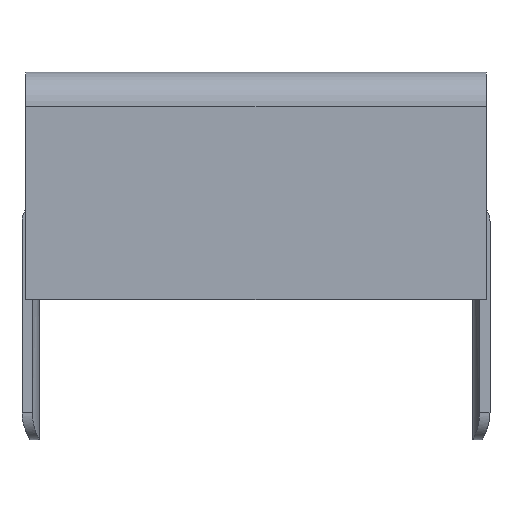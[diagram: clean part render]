
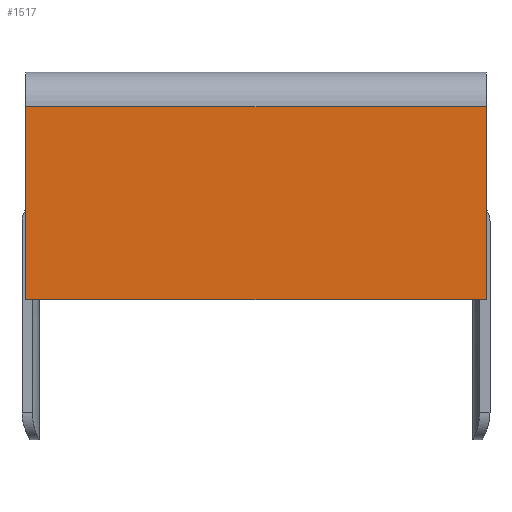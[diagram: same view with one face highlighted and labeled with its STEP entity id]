
A CAD part, top view. The second image highlights one B-rep face of the part: STEP entity #1517.
In plain terms, the highlighted planar face has unit normal (0, 0, 1).
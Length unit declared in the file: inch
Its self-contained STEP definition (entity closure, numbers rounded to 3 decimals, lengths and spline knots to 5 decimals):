
#45=DIRECTION('',(0.,-1.,0.));
#46=VECTOR('',#45,0.172);
#47=CARTESIAN_POINT('',(-0.206,0.047,0.078));
#48=LINE('',#47,#46);
#478=DIRECTION('',(0.,-1.,0.));
#479=VECTOR('',#478,0.172);
#480=CARTESIAN_POINT('',(0.206,0.047,0.078));
#481=LINE('',#480,#479);
#649=DIRECTION('',(1.,0.,0.));
#650=VECTOR('',#649,0.412);
#651=CARTESIAN_POINT('',(-0.206,-0.125,0.078));
#652=LINE('',#651,#650);
#653=DIRECTION('',(1.,0.,0.));
#654=VECTOR('',#653,0.412);
#655=CARTESIAN_POINT('',(-0.206,0.047,0.078));
#656=LINE('',#655,#654);
#698=CARTESIAN_POINT('',(-0.206,0.047,0.078));
#700=VERTEX_POINT('',#698);
#701=CARTESIAN_POINT('',(-0.206,-0.125,0.078));
#702=VERTEX_POINT('',#701);
#718=CARTESIAN_POINT('',(0.206,0.047,0.078));
#720=VERTEX_POINT('',#718);
#721=CARTESIAN_POINT('',(0.206,-0.125,0.078));
#722=VERTEX_POINT('',#721);
#1505=CARTESIAN_POINT('',(-0.206,0.047,0.078));
#1506=DIRECTION('',(0.,0.,1.));
#1507=DIRECTION('',(0.,-1.,0.));
#1508=AXIS2_PLACEMENT_3D('',#1505,#1506,#1507);
#1509=PLANE('',#1508);
#1510=ORIENTED_EDGE('',*,*,#898,.F.);
#1512=ORIENTED_EDGE('',*,*,#1511,.T.);
#1513=ORIENTED_EDGE('',*,*,#1342,.T.);
#1514=ORIENTED_EDGE('',*,*,#1498,.F.);
#1515=EDGE_LOOP('',(#1510,#1512,#1513,#1514));
#1516=FACE_OUTER_BOUND('',#1515,.F.);
#1517=ADVANCED_FACE('',(#1516),#1509,.T.);
#898=EDGE_CURVE('',#700,#702,#48,.T.);
#1342=EDGE_CURVE('',#720,#722,#481,.T.);
#1498=EDGE_CURVE('',#702,#722,#652,.T.);
#1511=EDGE_CURVE('',#700,#720,#656,.T.);
